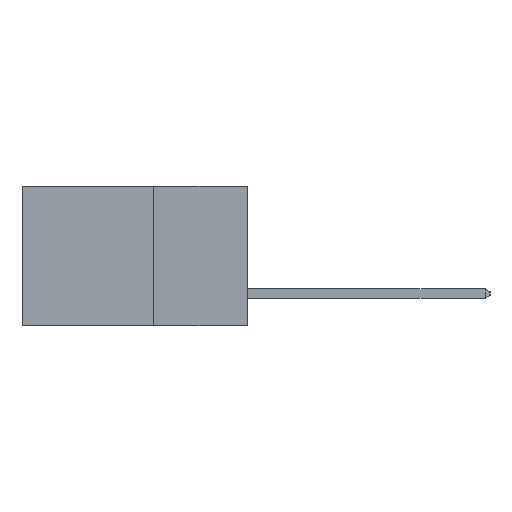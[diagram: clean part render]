
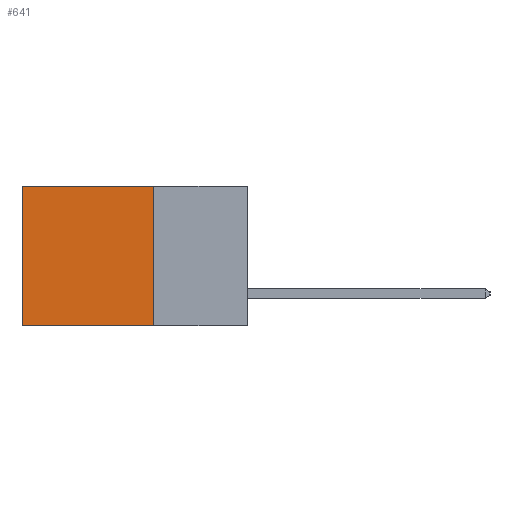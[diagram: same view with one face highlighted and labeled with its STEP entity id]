
A CAD part, left-side view. The second image highlights one B-rep face of the part: STEP entity #641.
In plain terms, the highlighted planar face has unit normal (-1, 0, 0).
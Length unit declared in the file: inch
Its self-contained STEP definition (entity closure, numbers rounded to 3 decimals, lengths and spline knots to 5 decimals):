
#641 = ADVANCED_FACE ( 'NONE', ( #9181 ), #24081, .F. ) ;
#924 = DIRECTION ( 'NONE',  ( 0., 0., -1. ) ) ;
#1291 = DIRECTION ( 'NONE',  ( 0., 1., 0. ) ) ;
#3571 = LINE ( 'NONE', #7141, #28964 ) ;
#3640 = EDGE_CURVE ( 'NONE', #29935, #27097, #16853, .T. ) ;
#3758 = VECTOR ( 'NONE', #21144, 39.37008 ) ;
#7141 = CARTESIAN_POINT ( 'NONE',  ( 0.298, 0.25, 0. ) ) ;
#7675 = CARTESIAN_POINT ( 'NONE',  ( 0.298, 0.6, 0. ) ) ;
#8724 = ORIENTED_EDGE ( 'NONE', *, *, #21016, .F. ) ;
#9181 = FACE_OUTER_BOUND ( 'NONE', #15179, .T. ) ;
#9867 = ORIENTED_EDGE ( 'NONE', *, *, #3640, .F. ) ;
#9894 = AXIS2_PLACEMENT_3D ( 'NONE', #10225, #17326, #924 ) ;
#10225 = CARTESIAN_POINT ( 'NONE',  ( 0.298, 0.25, 0. ) ) ;
#10479 = CARTESIAN_POINT ( 'NONE',  ( 0.298, 0.6, 0. ) ) ;
#12718 = ORIENTED_EDGE ( 'NONE', *, *, #13864, .T. ) ;
#13864 = EDGE_CURVE ( 'NONE', #26930, #20186, #30157, .T. ) ;
#15179 = EDGE_LOOP ( 'NONE', ( #12718, #8724, #9867, #31760 ) ) ;
#15651 = EDGE_CURVE ( 'NONE', #29935, #26930, #3571, .T. ) ;
#16853 = LINE ( 'NONE', #20988, #3758 ) ;
#17326 = DIRECTION ( 'NONE',  ( 1., 0., 0. ) ) ;
#19755 = CARTESIAN_POINT ( 'NONE',  ( 0.298, 0.25, 0. ) ) ;
#20186 = VERTEX_POINT ( 'NONE', #25248 ) ;
#20749 = CARTESIAN_POINT ( 'NONE',  ( 0.298, 0.25, -0.37 ) ) ;
#20988 = CARTESIAN_POINT ( 'NONE',  ( 0.298, 0.25, 0. ) ) ;
#21016 = EDGE_CURVE ( 'NONE', #27097, #20186, #27564, .T. ) ;
#21095 = VECTOR ( 'NONE', #1291, 39.37008 ) ;
#21144 = DIRECTION ( 'NONE',  ( 0., 0., -1. ) ) ;
#23471 = CARTESIAN_POINT ( 'NONE',  ( 0.298, 0.25, -0.37 ) ) ;
#24081 = PLANE ( 'NONE',  #9894 ) ;
#24551 = VECTOR ( 'NONE', #27856, 39.37008 ) ;
#25248 = CARTESIAN_POINT ( 'NONE',  ( 0.298, 0.6, -0.37 ) ) ;
#26930 = VERTEX_POINT ( 'NONE', #7675 ) ;
#27097 = VERTEX_POINT ( 'NONE', #20749 ) ;
#27564 = LINE ( 'NONE', #23471, #21095 ) ;
#27856 = DIRECTION ( 'NONE',  ( 0., 0., -1. ) ) ;
#28964 = VECTOR ( 'NONE', #29337, 39.37008 ) ;
#29337 = DIRECTION ( 'NONE',  ( 0., 1., 0. ) ) ;
#29935 = VERTEX_POINT ( 'NONE', #19755 ) ;
#30157 = LINE ( 'NONE', #10479, #24551 ) ;
#31760 = ORIENTED_EDGE ( 'NONE', *, *, #15651, .T. ) ;
